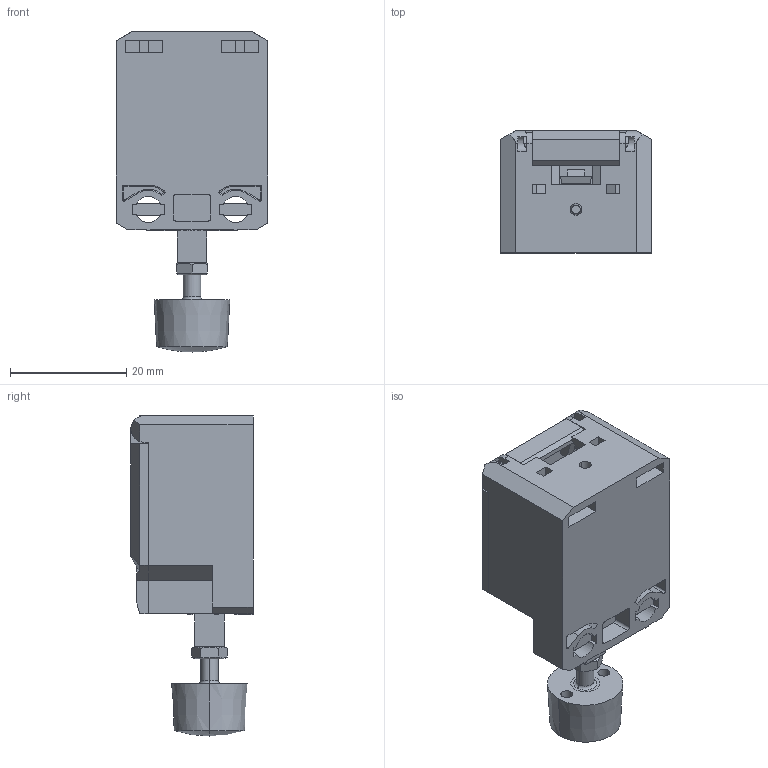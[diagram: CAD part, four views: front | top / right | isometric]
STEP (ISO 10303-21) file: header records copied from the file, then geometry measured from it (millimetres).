
FILE_DESCRIPTION((''),'2;1');
FILE_NAME('6008107019_ASM','2007-08-31T',('g.stock'),(''),'PRO/ENGINEER BY PARAMETRIC TECHNOLOGY CORPORATION, 2005070','PRO/ENGINEER BY PARAMETRIC TECHNOLOGY CORPORATION, 2005070','');
FILE_SCHEMA(('AUTOMOTIVE_DESIGN_CC2 { 1 2 10303 214 -1 1 5 2 }'));
Length unit declared in the file: millimetre
Products named in the file (10): 3505900542; 3970100004_ASM; 3303300920; 3361771018; 3505900543; 2600934079; 3515900005_001; 3515900005_002; 3515900005_ASM; 6008107019_ASM
Assembly tree (10 placements, depth 3):
  6008107019_ASM
    3970100004_ASM
      3505900542
    3303300920
    3361771018  x2
    3505900543
    2600934079
    3515900005_ASM
      3515900005_001
      3515900005_002
Bounding box: 26 x 21 x 55 mm (x, y, z)
Volume: 7410.4 mm3; surface area: 10222.1 mm2
Topology: 8 solids, 13 shells, 519 faces, 1413 edges, 918 vertices
Faces by surface type: plane 403, cylinder 78, cone 22, torus 10, bspline 4, sphere 2
Entity records: 20811 total; most frequent: CARTESIAN_POINT 3271, ORIENTED_EDGE 2754, DIRECTION 2613, PRESENTATION_STYLE_ASSIGNMENT 1396, STYLED_ITEM 1396, CURVE_STYLE 1385, EDGE_CURVE 1385, VECTOR 1153
